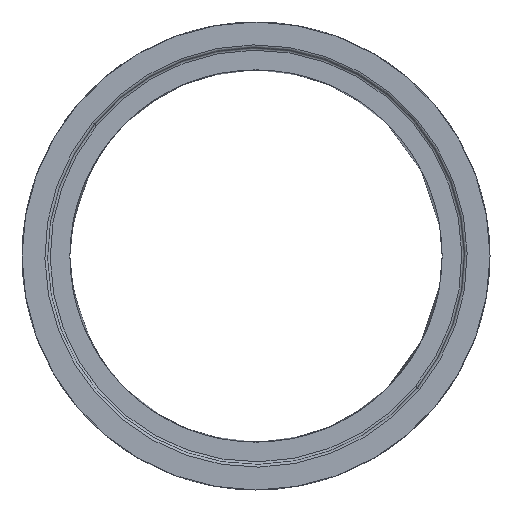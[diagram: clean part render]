
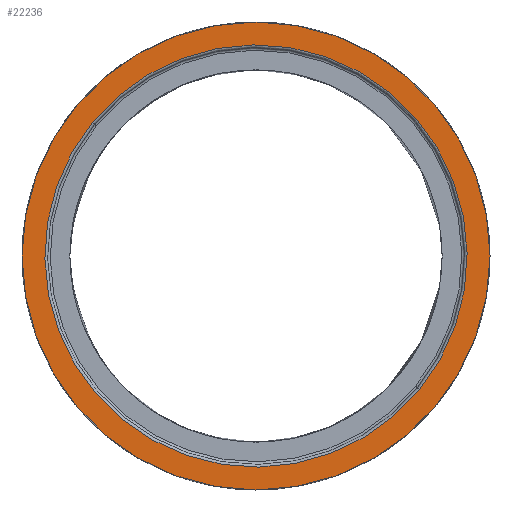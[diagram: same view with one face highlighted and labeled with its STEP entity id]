
A CAD part, front view. The second image highlights one B-rep face of the part: STEP entity #22236.
In plain terms, the highlighted face is planar.
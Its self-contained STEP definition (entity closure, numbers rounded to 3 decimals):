
#424 = CARTESIAN_POINT ( 'NONE',  ( 880., 0., -125. ) ) ;
#478 = DIRECTION ( 'NONE',  ( 0., 0., 1. ) ) ;
#588 = VERTEX_POINT ( 'NONE', #7761 ) ;
#680 = PLANE ( 'NONE',  #12351 ) ;
#1117 = CARTESIAN_POINT ( 'NONE',  ( -880., 0., -125. ) ) ;
#2418 = DIRECTION ( 'NONE',  ( 0., 0., 1. ) ) ;
#3390 = EDGE_CURVE ( 'NONE', #588, #13935, #15313, .T. ) ;
#5158 = DIRECTION ( 'NONE',  ( 1., 0., 0. ) ) ;
#5727 = CIRCLE ( 'NONE', #8671, 880. ) ;
#6868 = CARTESIAN_POINT ( 'NONE',  ( 0., 0., -125. ) ) ;
#6924 = CIRCLE ( 'NONE', #18666, 880. ) ;
#7400 = DIRECTION ( 'NONE',  ( 0., 0., 1. ) ) ;
#7761 = CARTESIAN_POINT ( 'NONE',  ( 615.055, 502.139, -125. ) ) ;
#8671 = AXIS2_PLACEMENT_3D ( 'NONE', #22781, #20932, #5158 ) ;
#9029 = CIRCLE ( 'NONE', #11223, 794. ) ;
#11223 = AXIS2_PLACEMENT_3D ( 'NONE', #14873, #2418, #20045 ) ;
#11818 = DIRECTION ( 'NONE',  ( 0., 0., 1. ) ) ;
#12032 = EDGE_CURVE ( 'NONE', #13935, #588, #9029, .T. ) ;
#12055 = DIRECTION ( 'NONE',  ( 0.775, 0.632, 0. ) ) ;
#12351 = AXIS2_PLACEMENT_3D ( 'NONE', #16594, #7400, #14533 ) ;
#12741 = EDGE_CURVE ( 'NONE', #18633, #22786, #5727, .T. ) ;
#13023 = FACE_OUTER_BOUND ( 'NONE', #18519, .T. ) ;
#13935 = VERTEX_POINT ( 'NONE', #18947 ) ;
#14021 = ORIENTED_EDGE ( 'NONE', *, *, #17309, .F. ) ;
#14533 = DIRECTION ( 'NONE',  ( 1., 0., 0. ) ) ;
#14873 = CARTESIAN_POINT ( 'NONE',  ( 0., 0., -125. ) ) ;
#14938 = ORIENTED_EDGE ( 'NONE', *, *, #3390, .T. ) ;
#15313 = CIRCLE ( 'NONE', #16791, 794. ) ;
#16594 = CARTESIAN_POINT ( 'NONE',  ( 0., 0., -125. ) ) ;
#16791 = AXIS2_PLACEMENT_3D ( 'NONE', #6868, #11818, #12055 ) ;
#17309 = EDGE_CURVE ( 'NONE', #22786, #18633, #6924, .T. ) ;
#18519 = EDGE_LOOP ( 'NONE', ( #14021, #20164 ) ) ;
#18633 = VERTEX_POINT ( 'NONE', #1117 ) ;
#18666 = AXIS2_PLACEMENT_3D ( 'NONE', #21778, #478, #21561 ) ;
#18947 = CARTESIAN_POINT ( 'NONE',  ( -615.055, -502.139, -125. ) ) ;
#20045 = DIRECTION ( 'NONE',  ( 0.775, 0.632, 0. ) ) ;
#20164 = ORIENTED_EDGE ( 'NONE', *, *, #12741, .F. ) ;
#20827 = EDGE_LOOP ( 'NONE', ( #14938, #22554 ) ) ;
#20932 = DIRECTION ( 'NONE',  ( 0., 0., 1. ) ) ;
#21561 = DIRECTION ( 'NONE',  ( 1., 0., 0. ) ) ;
#21760 = FACE_BOUND ( 'NONE', #20827, .T. ) ;
#21778 = CARTESIAN_POINT ( 'NONE',  ( 0., 0., -125. ) ) ;
#22236 = ADVANCED_FACE ( 'NONE', ( #21760, #13023 ), #680, .F. ) ;
#22554 = ORIENTED_EDGE ( 'NONE', *, *, #12032, .T. ) ;
#22781 = CARTESIAN_POINT ( 'NONE',  ( 0., 0., -125. ) ) ;
#22786 = VERTEX_POINT ( 'NONE', #424 ) ;
